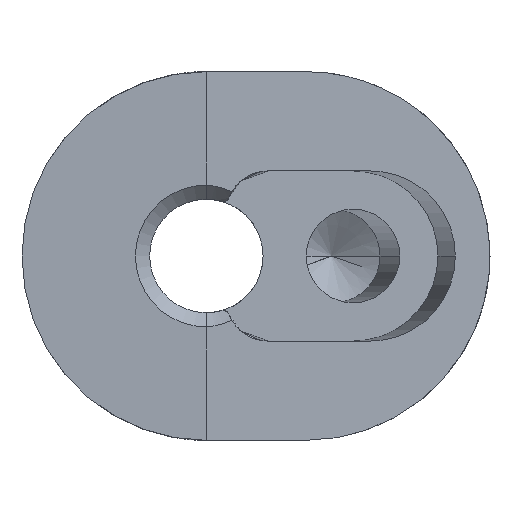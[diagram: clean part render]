
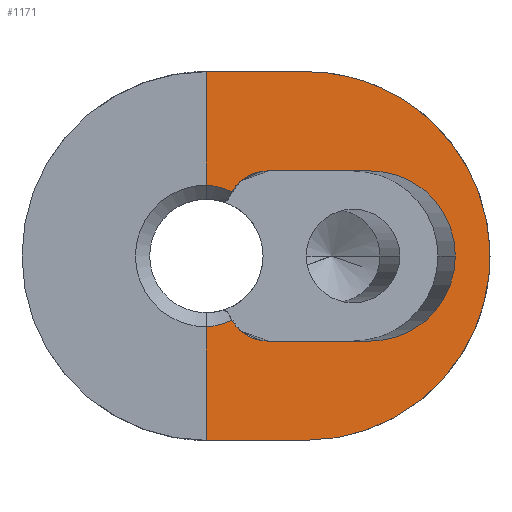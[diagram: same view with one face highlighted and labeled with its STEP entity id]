
A CAD part, left-side view. The second image highlights one B-rep face of the part: STEP entity #1171.
In plain terms, the highlighted planar face has unit normal (-0.998, -0.07, 0).
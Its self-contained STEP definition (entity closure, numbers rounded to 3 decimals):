
#19 = LINE ( 'NONE', #910, #1327 ) ;
#65 = LINE ( 'NONE', #1656, #109 ) ;
#71 = CARTESIAN_POINT ( 'NONE',  ( 0., 0., -6.5 ) ) ;
#78 = ORIENTED_EDGE ( 'NONE', *, *, #265, .F. ) ;
#98 = DIRECTION ( 'NONE',  ( 0.07, -0.998, 0. ) ) ;
#105 = CARTESIAN_POINT ( 'NONE',  ( 0.405, -5.786, 3. ) ) ;
#109 = VECTOR ( 'NONE', #1666, 1000. ) ;
#111 = CARTESIAN_POINT ( 'NONE',  ( 0.195, -2.793, -3. ) ) ;
#123 = AXIS2_PLACEMENT_3D ( 'NONE', #1735, #1027, #1022 ) ;
#124 = DIRECTION ( 'NONE',  ( -0.998, -0.07, 0. ) ) ;
#128 = LINE ( 'NONE', #1002, #433 ) ;
#136 = B_SPLINE_CURVE_WITH_KNOTS ( 'NONE', 3,
 ( #391, #392, #380, #377, #367, #361 ),
 .UNSPECIFIED., .F., .F.,
 ( 4, 2, 4 ),
 ( 0., 0.001, 0.002 ),
 .UNSPECIFIED. ) ;
#143 = VERTEX_POINT ( 'NONE', #833 ) ;
#155 = EDGE_CURVE ( 'NONE', #1169, #369, #1289, .T. ) ;
#164 = VERTEX_POINT ( 'NONE', #846 ) ;
#206 = EDGE_CURVE ( 'NONE', #1032, #458, #633, .T. ) ;
#216 =( BOUNDED_CURVE ( )  B_SPLINE_CURVE ( 3, ( #793, #930, #1605, #602 ),
 .UNSPECIFIED., .F., .T. ) 
 B_SPLINE_CURVE_WITH_KNOTS ( ( 4, 4 ),
 ( 4.273, 4.642 ),
 .UNSPECIFIED. ) 
 CURVE ( )  GEOMETRIC_REPRESENTATION_ITEM ( )  RATIONAL_B_SPLINE_CURVE ( ( 1., 0.989, 0.989, 1. ) ) 
 REPRESENTATION_ITEM ( '' )  );
#233 = EDGE_CURVE ( 'NONE', #578, #373, #507, .T. ) ;
#265 = EDGE_CURVE ( 'NONE', #1446, #164, #216, .T. ) ;
#274 = VECTOR ( 'NONE', #98, 1000. ) ;
#293 = ORIENTED_EDGE ( 'NONE', *, *, #634, .T. ) ;
#322 = CARTESIAN_POINT ( 'NONE',  ( 0.063, -0.894, -2.268 ) ) ;
#361 = CARTESIAN_POINT ( 'NONE',  ( 0.063, -0.894, 2.268 ) ) ;
#367 = CARTESIAN_POINT ( 'NONE',  ( 0.072, -1.026, 2.49 ) ) ;
#369 = VERTEX_POINT ( 'NONE', #711 ) ;
#373 = VERTEX_POINT ( 'NONE', #708 ) ;
#377 = CARTESIAN_POINT ( 'NONE',  ( 0.085, -1.216, 2.676 ) ) ;
#380 = CARTESIAN_POINT ( 'NONE',  ( 0.116, -1.664, 2.932 ) ) ;
#382 = VECTOR ( 'NONE', #884, 1000. ) ;
#391 = CARTESIAN_POINT ( 'NONE',  ( 0.152, -2.179, 3. ) ) ;
#392 = CARTESIAN_POINT ( 'NONE',  ( 0.134, -1.921, 3. ) ) ;
#433 = VECTOR ( 'NONE', #931, 1000. ) ;
#438 = ORIENTED_EDGE ( 'NONE', *, *, #155, .F. ) ;
#455 = CIRCLE ( 'NONE', #545, 3. ) ;
#458 = VERTEX_POINT ( 'NONE', #812 ) ;
#507 = CIRCLE ( 'NONE', #123, 3. ) ;
#528 = CARTESIAN_POINT ( 'NONE',  ( 0.405, -5.786, -3. ) ) ;
#545 = AXIS2_PLACEMENT_3D ( 'NONE', #1241, #1239, #1237 ) ;
#563 = CARTESIAN_POINT ( 'NONE',  ( 0., 0., 6.5 ) ) ;
#578 = VERTEX_POINT ( 'NONE', #528 ) ;
#594 = VECTOR ( 'NONE', #1135, 1000. ) ;
#602 = CARTESIAN_POINT ( 'NONE',  ( 0., 0., 2.5 ) ) ;
#632 = DIRECTION ( 'NONE',  ( 0.07, -0.998, 0. ) ) ;
#633 =( BOUNDED_CURVE ( )  B_SPLINE_CURVE ( 3, ( #1223, #1477, #866, #1175 ),
 .UNSPECIFIED., .F., .F. ) 
 B_SPLINE_CURVE_WITH_KNOTS ( ( 4, 4 ),
 ( 1.571, 4.712 ),
 .UNSPECIFIED. ) 
 CURVE ( )  GEOMETRIC_REPRESENTATION_ITEM ( )  RATIONAL_B_SPLINE_CURVE ( ( 1., 0.333, 0.333, 1. ) ) 
 REPRESENTATION_ITEM ( '' )  );
#634 = EDGE_CURVE ( 'NONE', #458, #1054, #65, .T. ) ;
#650 = ORIENTED_EDGE ( 'NONE', *, *, #206, .T. ) ;
#661 = EDGE_CURVE ( 'NONE', #979, #1133, #19, .T. ) ;
#673 = CARTESIAN_POINT ( 'NONE',  ( 0.063, -0.894, 2.268 ) ) ;
#708 = CARTESIAN_POINT ( 'NONE',  ( 0.614, -8.779, 0. ) ) ;
#711 = CARTESIAN_POINT ( 'NONE',  ( 0.152, -2.179, -3. ) ) ;
#732 = ORIENTED_EDGE ( 'NONE', *, *, #1349, .F. ) ;
#747 = ORIENTED_EDGE ( 'NONE', *, *, #923, .F. ) ;
#749 = CARTESIAN_POINT ( 'NONE',  ( 0.152, -2.179, -3. ) ) ;
#787 = EDGE_CURVE ( 'NONE', #143, #1446, #136, .T. ) ;
#789 = AXIS2_PLACEMENT_3D ( 'NONE', #1294, #124, #632 ) ;
#793 = CARTESIAN_POINT ( 'NONE',  ( 0.063, -0.894, 2.268 ) ) ;
#812 = CARTESIAN_POINT ( 'NONE',  ( 0.245, -3.5, 6.5 ) ) ;
#833 = CARTESIAN_POINT ( 'NONE',  ( 0.152, -2.179, 3. ) ) ;
#839 = CARTESIAN_POINT ( 'NONE',  ( 0.245, -3.5, -6.5 ) ) ;
#841 = PLANE ( 'NONE',  #789 ) ;
#842 = CARTESIAN_POINT ( 'NONE',  ( 0.063, -0.894, -2.268 ) ) ;
#846 = CARTESIAN_POINT ( 'NONE',  ( 0., 0., 2.5 ) ) ;
#866 = CARTESIAN_POINT ( 'NONE',  ( 1.154, -16.5, 6.5 ) ) ;
#882 = ORIENTED_EDGE ( 'NONE', *, *, #1718, .F. ) ;
#884 = DIRECTION ( 'NONE',  ( 0.07, -0.998, 0. ) ) ;
#907 = DIRECTION ( 'NONE',  ( 0., 0., 1. ) ) ;
#910 = CARTESIAN_POINT ( 'NONE',  ( 0., 0., 0. ) ) ;
#923 = EDGE_CURVE ( 'NONE', #369, #578, #1268, .T. ) ;
#930 = CARTESIAN_POINT ( 'NONE',  ( 0.043, -0.612, 2.4 ) ) ;
#931 = DIRECTION ( 'NONE',  ( 0., 0., 1. ) ) ;
#939 = ORIENTED_EDGE ( 'NONE', *, *, #1224, .F. ) ;
#955 = VERTEX_POINT ( 'NONE', #105 ) ;
#963 = ORIENTED_EDGE ( 'NONE', *, *, #1392, .T. ) ;
#975 = FACE_OUTER_BOUND ( 'NONE', #1541, .T. ) ;
#979 = VERTEX_POINT ( 'NONE', #71 ) ;
#994 = CARTESIAN_POINT ( 'NONE',  ( 0.195, -2.793, 3. ) ) ;
#1002 = CARTESIAN_POINT ( 'NONE',  ( 0., 0., 0. ) ) ;
#1022 = DIRECTION ( 'NONE',  ( 0.07, -0.998, 0. ) ) ;
#1027 = DIRECTION ( 'NONE',  ( -0.998, -0.07, 0. ) ) ;
#1032 = VERTEX_POINT ( 'NONE', #839 ) ;
#1054 = VERTEX_POINT ( 'NONE', #563 ) ;
#1073 = CARTESIAN_POINT ( 'NONE',  ( 0.112, -1.6, -6.5 ) ) ;
#1074 = LINE ( 'NONE', #1073, #382 ) ;
#1133 = VERTEX_POINT ( 'NONE', #1329 ) ;
#1135 = DIRECTION ( 'NONE',  ( -0.07, 0.998, 0. ) ) ;
#1169 = VERTEX_POINT ( 'NONE', #322 ) ;
#1171 = ADVANCED_FACE ( 'NONE', ( #975 ), #841, .T. ) ;
#1175 = CARTESIAN_POINT ( 'NONE',  ( 0.245, -3.5, 6.5 ) ) ;
#1223 = CARTESIAN_POINT ( 'NONE',  ( 0.245, -3.5, -6.5 ) ) ;
#1224 = EDGE_CURVE ( 'NONE', #955, #143, #1290, .T. ) ;
#1237 = DIRECTION ( 'NONE',  ( 0.07, -0.998, 0. ) ) ;
#1239 = DIRECTION ( 'NONE',  ( -0.998, -0.07, 0. ) ) ;
#1241 = CARTESIAN_POINT ( 'NONE',  ( 0.405, -5.786, 0. ) ) ;
#1248 =( BOUNDED_CURVE ( )  B_SPLINE_CURVE ( 3, ( #1481, #1397, #1389, #1381 ),
 .UNSPECIFIED., .F., .T. ) 
 B_SPLINE_CURVE_WITH_KNOTS ( ( 4, 4 ),
 ( 1.641, 2.011 ),
 .UNSPECIFIED. ) 
 CURVE ( )  GEOMETRIC_REPRESENTATION_ITEM ( )  RATIONAL_B_SPLINE_CURVE ( ( 1., 0.989, 0.989, 1. ) ) 
 REPRESENTATION_ITEM ( '' )  );
#1268 = LINE ( 'NONE', #111, #274 ) ;
#1289 = B_SPLINE_CURVE_WITH_KNOTS ( 'NONE', 3,
 ( #842, #1429, #1307, #1745, #1577, #749 ),
 .UNSPECIFIED., .F., .F.,
 ( 4, 2, 4 ),
 ( 0., 0.001, 0.002 ),
 .UNSPECIFIED. ) ;
#1290 = LINE ( 'NONE', #994, #594 ) ;
#1294 = CARTESIAN_POINT ( 'NONE',  ( 0., 0., 0. ) ) ;
#1307 = CARTESIAN_POINT ( 'NONE',  ( 0.085, -1.216, -2.676 ) ) ;
#1327 = VECTOR ( 'NONE', #907, 1000. ) ;
#1329 = CARTESIAN_POINT ( 'NONE',  ( 0., 0., -2.5 ) ) ;
#1349 = EDGE_CURVE ( 'NONE', #164, #1054, #128, .T. ) ;
#1381 = CARTESIAN_POINT ( 'NONE',  ( 0.063, -0.894, -2.268 ) ) ;
#1389 = CARTESIAN_POINT ( 'NONE',  ( 0.043, -0.612, -2.4 ) ) ;
#1392 = EDGE_CURVE ( 'NONE', #979, #1032, #1074, .T. ) ;
#1397 = CARTESIAN_POINT ( 'NONE',  ( 0.022, -0.311, -2.478 ) ) ;
#1429 = CARTESIAN_POINT ( 'NONE',  ( 0.072, -1.026, -2.49 ) ) ;
#1446 = VERTEX_POINT ( 'NONE', #673 ) ;
#1477 = CARTESIAN_POINT ( 'NONE',  ( 1.154, -16.5, -6.5 ) ) ;
#1481 = CARTESIAN_POINT ( 'NONE',  ( 0., 0., -2.5 ) ) ;
#1541 = EDGE_LOOP ( 'NONE', ( #438, #1595, #1674, #963, #650, #293, #732, #78, #1584, #939, #882, #1680, #747 ) ) ;
#1577 = CARTESIAN_POINT ( 'NONE',  ( 0.134, -1.921, -3. ) ) ;
#1584 = ORIENTED_EDGE ( 'NONE', *, *, #787, .F. ) ;
#1595 = ORIENTED_EDGE ( 'NONE', *, *, #1622, .F. ) ;
#1605 = CARTESIAN_POINT ( 'NONE',  ( 0.022, -0.311, 2.478 ) ) ;
#1622 = EDGE_CURVE ( 'NONE', #1133, #1169, #1248, .T. ) ;
#1656 = CARTESIAN_POINT ( 'NONE',  ( 0.112, -1.6, 6.5 ) ) ;
#1666 = DIRECTION ( 'NONE',  ( -0.07, 0.998, 0. ) ) ;
#1674 = ORIENTED_EDGE ( 'NONE', *, *, #661, .F. ) ;
#1680 = ORIENTED_EDGE ( 'NONE', *, *, #233, .F. ) ;
#1718 = EDGE_CURVE ( 'NONE', #373, #955, #455, .T. ) ;
#1735 = CARTESIAN_POINT ( 'NONE',  ( 0.405, -5.786, 0. ) ) ;
#1745 = CARTESIAN_POINT ( 'NONE',  ( 0.116, -1.665, -2.932 ) ) ;
